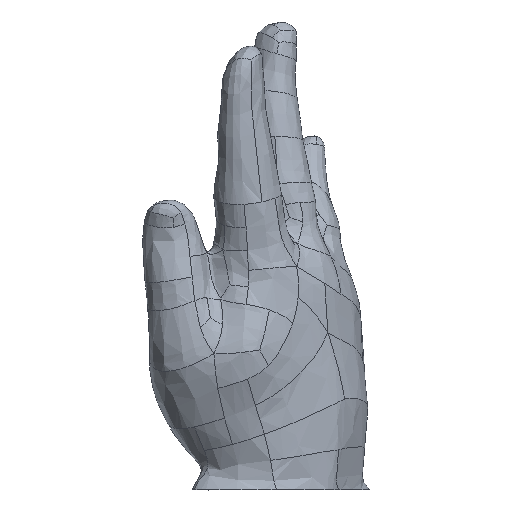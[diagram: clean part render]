
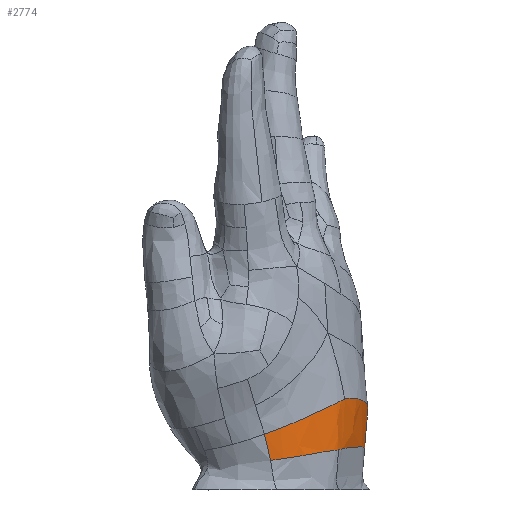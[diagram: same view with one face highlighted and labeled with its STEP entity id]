
A CAD part, front view. The second image highlights one B-rep face of the part: STEP entity #2774.
In plain terms, the highlighted free-form (B-spline) face has degree [3, 3] with [4, 13] control points.
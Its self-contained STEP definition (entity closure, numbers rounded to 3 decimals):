
#125=FACE_OUTER_BOUND('',#301,.T.);
#301=EDGE_LOOP('',(#2136,#2137,#2138,#2139,#2140,#2141,#2142));
#373=B_SPLINE_CURVE_WITH_KNOTS('',3,(#2945,#2946,#2947,#2948,#2949,#2950,
#2951,#2952,#2953),.UNSPECIFIED.,.F.,.F.,(4,1,1,1,1,1,4),(3.,4.,5.,6.,7.,
8.,9.),.UNSPECIFIED.);
#440=B_SPLINE_CURVE_WITH_KNOTS('',3,(#4749,#4750,#4751,#4752),
 .UNSPECIFIED.,.F.,.F.,(4,4),(0.,1.),.UNSPECIFIED.);
#609=B_SPLINE_CURVE_WITH_KNOTS('',3,(#11716,#11717,#11718,#11719),
 .UNSPECIFIED.,.F.,.F.,(4,4),(-1.,0.),.UNSPECIFIED.);
#613=B_SPLINE_CURVE_WITH_KNOTS('',3,(#11770,#11771,#11772,#11773,#11774,
#11775),.UNSPECIFIED.,.F.,.F.,(4,1,1,4),(0.,1.,2.,3.),.UNSPECIFIED.);
#668=B_SPLINE_CURVE_WITH_KNOTS('',3,(#13720,#13721,#13722,#13723,#13724,
#13725,#13726),.UNSPECIFIED.,.F.,.F.,(4,1,1,1,4),(-8.,-7.,-6.,-5.,-4.),
 .UNSPECIFIED.);
#677=B_SPLINE_CURVE_WITH_KNOTS('',3,(#14146,#14147,#14148,#14149),
 .UNSPECIFIED.,.F.,.F.,(4,4),(-9.,-8.),.UNSPECIFIED.);
#715=B_SPLINE_CURVE_WITH_KNOTS('',3,(#16337,#16338,#16339,#16340,#16341,
#16342,#16343,#16344,#16345,#16346,#16347),.UNSPECIFIED.,.F.,.F.,(4,1,1,
1,2,2,4),(0.,1.,2.,3.,3.5,3.75,4.),.UNSPECIFIED.);
#832=VERTEX_POINT('',#2938);
#833=VERTEX_POINT('',#2944);
#866=VERTEX_POINT('',#3940);
#892=VERTEX_POINT('',#4743);
#1002=VERTEX_POINT('',#11715);
#1039=VERTEX_POINT('',#13710);
#1040=VERTEX_POINT('',#13719);
#1117=EDGE_CURVE('',#833,#832,#373,.T.);
#1184=EDGE_CURVE('',#866,#892,#440,.T.);
#1353=EDGE_CURVE('',#832,#1002,#609,.T.);
#1357=EDGE_CURVE('',#892,#833,#613,.T.);
#1412=EDGE_CURVE('',#1040,#1039,#668,.T.);
#1421=EDGE_CURVE('',#1002,#1040,#677,.T.);
#1459=EDGE_CURVE('',#866,#1039,#715,.T.);
#2136=ORIENTED_EDGE('',*,*,#1184,.T.);
#2137=ORIENTED_EDGE('',*,*,#1357,.T.);
#2138=ORIENTED_EDGE('',*,*,#1117,.T.);
#2139=ORIENTED_EDGE('',*,*,#1353,.T.);
#2140=ORIENTED_EDGE('',*,*,#1421,.T.);
#2141=ORIENTED_EDGE('',*,*,#1412,.T.);
#2142=ORIENTED_EDGE('',*,*,#1459,.F.);
#2598=B_SPLINE_SURFACE_WITH_KNOTS('',3,3,((#16285,#16286,#16287,#16288,
#16289,#16290,#16291,#16292,#16293,#16294,#16295,#16296,#16297),(#16298,
#16299,#16300,#16301,#16302,#16303,#16304,#16305,#16306,#16307,#16308,#16309,
#16310),(#16311,#16312,#16313,#16314,#16315,#16316,#16317,#16318,#16319,
#16320,#16321,#16322,#16323),(#16324,#16325,#16326,#16327,#16328,#16329,
#16330,#16331,#16332,#16333,#16334,#16335,#16336)),.UNSPECIFIED.,.F.,.F.,
 .F.,(4,4),(4,1,1,2,1,1,1,1,1,4),(0.,1.),(0.,1.,2.,3.,4.,5.,6.,7.,8.,9.),
 .UNSPECIFIED.);
#2774=ADVANCED_FACE('',(#125),#2598,.T.);
#2938=CARTESIAN_POINT('',(37.628,25.12,15.82));
#2944=CARTESIAN_POINT('',(34.504,-26.753,16.779));
#2945=CARTESIAN_POINT('Ctrl Pts',(34.504,-26.753,16.779));
#2946=CARTESIAN_POINT('Ctrl Pts',(35.804,-24.898,17.078));
#2947=CARTESIAN_POINT('Ctrl Pts',(36.841,-21.024,17.65));
#2948=CARTESIAN_POINT('Ctrl Pts',(39.492,-14.768,17.961));
#2949=CARTESIAN_POINT('Ctrl Pts',(42.67,-8.477,18.285));
#2950=CARTESIAN_POINT('Ctrl Pts',(45.858,0.105,17.882));
#2951=CARTESIAN_POINT('Ctrl Pts',(45.381,14.959,16.964));
#2952=CARTESIAN_POINT('Ctrl Pts',(40.101,21.966,16.277));
#2953=CARTESIAN_POINT('Ctrl Pts',(37.628,25.12,15.82));
#3940=CARTESIAN_POINT('',(3.572,-46.41,23.263));
#4743=CARTESIAN_POINT('',(6.229,-43.881,12.319));
#4749=CARTESIAN_POINT('Ctrl Pts',(3.572,-46.41,23.263));
#4750=CARTESIAN_POINT('Ctrl Pts',(4.733,-45.292,19.279));
#4751=CARTESIAN_POINT('Ctrl Pts',(5.686,-44.433,15.416));
#4752=CARTESIAN_POINT('Ctrl Pts',(6.229,-43.881,12.319));
#11715=CARTESIAN_POINT('',(39.003,27.717,27.26));
#11716=CARTESIAN_POINT('Ctrl Pts',(37.628,25.12,15.82));
#11717=CARTESIAN_POINT('Ctrl Pts',(37.518,25.174,19.195));
#11718=CARTESIAN_POINT('Ctrl Pts',(38.361,26.307,22.907));
#11719=CARTESIAN_POINT('Ctrl Pts',(39.003,27.717,27.26));
#11770=CARTESIAN_POINT('Ctrl Pts',(6.229,-43.881,12.319));
#11771=CARTESIAN_POINT('Ctrl Pts',(10.619,-43.101,12.942));
#11772=CARTESIAN_POINT('Ctrl Pts',(19.309,-39.521,14.127));
#11773=CARTESIAN_POINT('Ctrl Pts',(28.238,-32.32,16.042));
#11774=CARTESIAN_POINT('Ctrl Pts',(33.204,-28.609,16.48));
#11775=CARTESIAN_POINT('Ctrl Pts',(34.504,-26.753,16.779));
#13710=CARTESIAN_POINT('',(37.126,-24.515,37.874));
#13719=CARTESIAN_POINT('',(45.3,15.586,31.351));
#13720=CARTESIAN_POINT('Ctrl Pts',(45.3,15.586,31.351));
#13721=CARTESIAN_POINT('Ctrl Pts',(46.613,10.868,32.802));
#13722=CARTESIAN_POINT('Ctrl Pts',(47.091,0.348,35.654));
#13723=CARTESIAN_POINT('Ctrl Pts',(44.357,-10.198,37.488));
#13724=CARTESIAN_POINT('Ctrl Pts',(41.423,-17.862,38.439));
#13725=CARTESIAN_POINT('Ctrl Pts',(38.457,-22.42,38.296));
#13726=CARTESIAN_POINT('Ctrl Pts',(37.126,-24.515,37.874));
#14146=CARTESIAN_POINT('Ctrl Pts',(39.003,27.717,27.26));
#14147=CARTESIAN_POINT('Ctrl Pts',(41.602,24.478,28.423));
#14148=CARTESIAN_POINT('Ctrl Pts',(43.988,20.303,29.9));
#14149=CARTESIAN_POINT('Ctrl Pts',(45.3,15.586,31.351));
#16285=CARTESIAN_POINT('Ctrl Pts',(3.572,-46.41,23.263));
#16286=CARTESIAN_POINT('Ctrl Pts',(7.843,-45.541,24.799));
#16287=CARTESIAN_POINT('Ctrl Pts',(15.717,-42.782,27.722));
#16288=CARTESIAN_POINT('Ctrl Pts',(25.729,-35.798,32.523));
#16289=CARTESIAN_POINT('Ctrl Pts',(30.865,-32.221,34.78));
#16290=CARTESIAN_POINT('Ctrl Pts',(34.613,-28.521,36.681));
#16291=CARTESIAN_POINT('Ctrl Pts',(36.974,-24.699,38.224));
#16292=CARTESIAN_POINT('Ctrl Pts',(41.423,-17.862,38.439));
#16293=CARTESIAN_POINT('Ctrl Pts',(44.357,-10.198,37.488));
#16294=CARTESIAN_POINT('Ctrl Pts',(47.091,0.348,35.654));
#16295=CARTESIAN_POINT('Ctrl Pts',(46.374,16.128,31.376));
#16296=CARTESIAN_POINT('Ctrl Pts',(41.602,24.478,28.423));
#16297=CARTESIAN_POINT('Ctrl Pts',(39.003,27.717,27.26));
#16298=CARTESIAN_POINT('Ctrl Pts',(4.733,-45.292,19.279));
#16299=CARTESIAN_POINT('Ctrl Pts',(9.084,-44.451,20.557));
#16300=CARTESIAN_POINT('Ctrl Pts',(17.317,-41.539,22.953));
#16301=CARTESIAN_POINT('Ctrl Pts',(27.347,-34.067,26.664));
#16302=CARTESIAN_POINT('Ctrl Pts',(32.577,-30.695,28.117));
#16303=CARTESIAN_POINT('Ctrl Pts',(36.123,-27.052,29.188));
#16304=CARTESIAN_POINT('Ctrl Pts',(37.987,-23.139,29.875));
#16305=CARTESIAN_POINT('Ctrl Pts',(41.871,-17.375,30.85));
#16306=CARTESIAN_POINT('Ctrl Pts',(44.664,-9.714,30.22));
#16307=CARTESIAN_POINT('Ctrl Pts',(47.289,-0.021,
29.327));
#16308=CARTESIAN_POINT('Ctrl Pts',(46.389,15.413,26.095));
#16309=CARTESIAN_POINT('Ctrl Pts',(41.059,23.177,23.849));
#16310=CARTESIAN_POINT('Ctrl Pts',(38.361,26.307,22.907));
#16311=CARTESIAN_POINT('Ctrl Pts',(5.686,-44.433,15.416));
#16312=CARTESIAN_POINT('Ctrl Pts',(10.058,-43.716,16.278));
#16313=CARTESIAN_POINT('Ctrl Pts',(18.612,-40.689,18.065));
#16314=CARTESIAN_POINT('Ctrl Pts',(27.872,-32.865,20.713));
#16315=CARTESIAN_POINT('Ctrl Pts',(33.053,-29.486,21.575));
#16316=CARTESIAN_POINT('Ctrl Pts',(36.196,-25.831,22.369));
#16317=CARTESIAN_POINT('Ctrl Pts',(37.298,-21.9,23.095));
#16318=CARTESIAN_POINT('Ctrl Pts',(40.253,-15.562,23.538));
#16319=CARTESIAN_POINT('Ctrl Pts',(43.518,-8.821,23.58));
#16320=CARTESIAN_POINT('Ctrl Pts',(46.144,0.087,23.004));
#16321=CARTESIAN_POINT('Ctrl Pts',(46.199,15.064,21.113));
#16322=CARTESIAN_POINT('Ctrl Pts',(40.135,22.049,19.857));
#16323=CARTESIAN_POINT('Ctrl Pts',(37.518,25.174,19.195));
#16324=CARTESIAN_POINT('Ctrl Pts',(6.229,-43.881,12.319));
#16325=CARTESIAN_POINT('Ctrl Pts',(10.619,-43.101,12.942));
#16326=CARTESIAN_POINT('Ctrl Pts',(19.309,-39.521,14.127));
#16327=CARTESIAN_POINT('Ctrl Pts',(28.238,-32.32,16.042));
#16328=CARTESIAN_POINT('Ctrl Pts',(33.204,-28.609,16.48));
#16329=CARTESIAN_POINT('Ctrl Pts',(35.804,-24.898,17.078));
#16330=CARTESIAN_POINT('Ctrl Pts',(36.841,-21.024,17.65));
#16331=CARTESIAN_POINT('Ctrl Pts',(39.492,-14.768,17.961));
#16332=CARTESIAN_POINT('Ctrl Pts',(42.67,-8.477,18.285));
#16333=CARTESIAN_POINT('Ctrl Pts',(45.858,0.105,17.882));
#16334=CARTESIAN_POINT('Ctrl Pts',(45.381,14.959,16.964));
#16335=CARTESIAN_POINT('Ctrl Pts',(40.101,21.966,16.277));
#16336=CARTESIAN_POINT('Ctrl Pts',(37.628,25.12,15.82));
#16337=CARTESIAN_POINT('Ctrl Pts',(3.572,-46.41,23.263));
#16338=CARTESIAN_POINT('Ctrl Pts',(7.843,-45.541,24.799));
#16339=CARTESIAN_POINT('Ctrl Pts',(15.717,-42.782,27.722));
#16340=CARTESIAN_POINT('Ctrl Pts',(25.729,-35.798,32.523));
#16341=CARTESIAN_POINT('Ctrl Pts',(32.149,-31.327,35.345));
#16342=CARTESIAN_POINT('Ctrl Pts',(34.44,-28.506,36.636));
#16343=CARTESIAN_POINT('Ctrl Pts',(35.484,-27.049,37.183));
#16344=CARTESIAN_POINT('Ctrl Pts',(35.815,-26.556,37.348));
#16345=CARTESIAN_POINT('Ctrl Pts',(36.469,-25.551,37.641));
#16346=CARTESIAN_POINT('Ctrl Pts',(36.793,-25.039,37.769));
#16347=CARTESIAN_POINT('Ctrl Pts',(37.126,-24.515,37.874));
